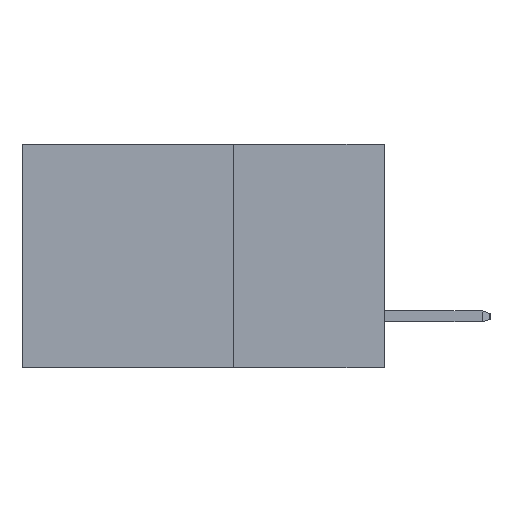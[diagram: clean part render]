
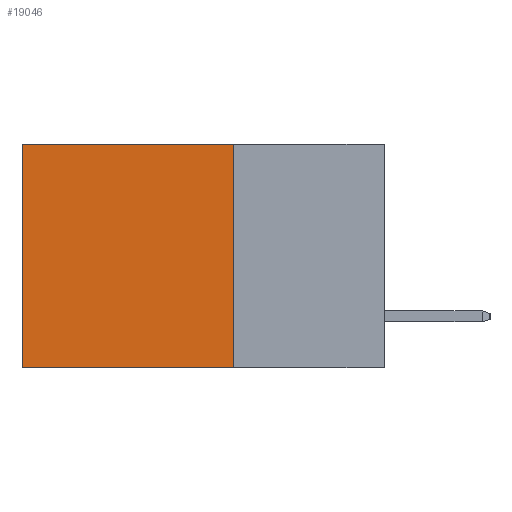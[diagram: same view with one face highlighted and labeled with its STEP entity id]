
A CAD part, left-side view. The second image highlights one B-rep face of the part: STEP entity #19046.
In plain terms, the highlighted planar face has unit normal (-1, 0, 0).
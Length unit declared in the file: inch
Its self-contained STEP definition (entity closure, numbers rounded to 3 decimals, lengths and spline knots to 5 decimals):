
#344 = LINE ( 'NONE', #10394, #5232 ) ;
#535 = VERTEX_POINT ( 'NONE', #1141 ) ;
#1141 = CARTESIAN_POINT ( 'NONE',  ( 0.2615, 0.25, 0. ) ) ;
#1294 = VECTOR ( 'NONE', #15338, 39.37008 ) ;
#1634 = EDGE_CURVE ( 'NONE', #6860, #20170, #18437, .T. ) ;
#2311 = CARTESIAN_POINT ( 'NONE',  ( 0.2615, 0.25, -0.37 ) ) ;
#2519 = DIRECTION ( 'NONE',  ( 0., 0., -1. ) ) ;
#3350 = EDGE_CURVE ( 'NONE', #535, #11021, #15197, .T. ) ;
#4099 = LINE ( 'NONE', #16763, #7958 ) ;
#4170 = AXIS2_PLACEMENT_3D ( 'NONE', #20215, #18787, #9349 ) ;
#5232 = VECTOR ( 'NONE', #19750, 39.37008 ) ;
#6054 = PLANE ( 'NONE',  #4170 ) ;
#6860 = VERTEX_POINT ( 'NONE', #19230 ) ;
#7836 = ORIENTED_EDGE ( 'NONE', *, *, #14901, .T. ) ;
#7958 = VECTOR ( 'NONE', #8821, 39.37008 ) ;
#8821 = DIRECTION ( 'NONE',  ( 0., 1., 0. ) ) ;
#9241 = EDGE_LOOP ( 'NONE', ( #12529, #12754, #16108, #7836 ) ) ;
#9349 = DIRECTION ( 'NONE',  ( 0., 0., -1. ) ) ;
#10394 = CARTESIAN_POINT ( 'NONE',  ( 0.2615, 0.25, 0. ) ) ;
#10612 = FACE_OUTER_BOUND ( 'NONE', #9241, .T. ) ;
#11021 = VERTEX_POINT ( 'NONE', #11911 ) ;
#11696 = EDGE_CURVE ( 'NONE', #11021, #20170, #4099, .T. ) ;
#11911 = CARTESIAN_POINT ( 'NONE',  ( 0.2615, 0.25, -0.37 ) ) ;
#12529 = ORIENTED_EDGE ( 'NONE', *, *, #1634, .T. ) ;
#12754 = ORIENTED_EDGE ( 'NONE', *, *, #11696, .F. ) ;
#14901 = EDGE_CURVE ( 'NONE', #535, #6860, #344, .T. ) ;
#15197 = LINE ( 'NONE', #2311, #18358 ) ;
#15338 = DIRECTION ( 'NONE',  ( 0., 0., -1. ) ) ;
#15983 = CARTESIAN_POINT ( 'NONE',  ( 0.2615, 0.6, -0.37 ) ) ;
#16108 = ORIENTED_EDGE ( 'NONE', *, *, #3350, .F. ) ;
#16763 = CARTESIAN_POINT ( 'NONE',  ( 0.2615, 0.25, -0.37 ) ) ;
#18358 = VECTOR ( 'NONE', #2519, 39.37008 ) ;
#18437 = LINE ( 'NONE', #15983, #1294 ) ;
#18787 = DIRECTION ( 'NONE',  ( 1., 0., 0. ) ) ;
#18813 = CARTESIAN_POINT ( 'NONE',  ( 0.2615, 0.6, -0.37 ) ) ;
#19046 = ADVANCED_FACE ( 'NONE', ( #10612 ), #6054, .F. ) ;
#19230 = CARTESIAN_POINT ( 'NONE',  ( 0.2615, 0.6, 0. ) ) ;
#19750 = DIRECTION ( 'NONE',  ( 0., 1., 0. ) ) ;
#20170 = VERTEX_POINT ( 'NONE', #18813 ) ;
#20215 = CARTESIAN_POINT ( 'NONE',  ( 0.2615, 0.25, -0.37 ) ) ;
